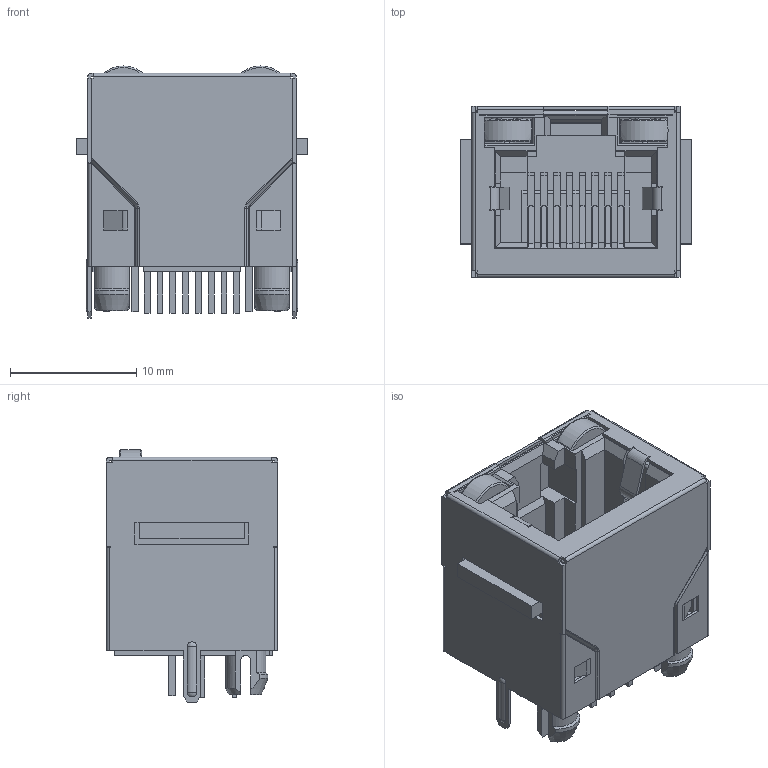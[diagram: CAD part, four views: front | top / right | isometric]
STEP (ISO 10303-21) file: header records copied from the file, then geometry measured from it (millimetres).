
FILE_DESCRIPTION(/* description */ (''),/* implementation_level */ '2;1');
FILE_NAME(/* name */ 'M-RJHSE-338X Amphenol RJ45 v4.step',/* time_stamp */ '2021-09-06T19:24:23-07:00',/* author */ (''),/* organization */ (''),/* preprocessor_version */ 'ST-DEVELOPER v18.1',/* originating_system */ 'Autodesk Translation Framework v10.10.0.1391',/* authorisation */ '');
FILE_SCHEMA (('AUTOMOTIVE_DESIGN { 1 0 10303 214 3 1 1 }'));
Length unit declared in the file: millimetre
Products named in the file (5): M-RJHSE-338X Amphenol RJ45; Plastic Housing; Shield; PIN ARRAY; LEDs
Assembly tree (4 placements, depth 2):
  M-RJHSE-338X Amphenol RJ45
    Plastic Housing
    Shield
    PIN ARRAY
    LEDs
Bounding box: 18.29 x 13.56 x 20 mm (x, y, z)
Volume: 2058.9 mm3; surface area: 5445.3 mm2
Topology: 5 solids, 5 shells, 1280 faces, 3723 edges, 2399 vertices
Faces by surface type: plane 979, cylinder 225, sphere 28, torus 18, bspline 16, cone 14
Entity records: 42526 total; most frequent: CARTESIAN_POINT 8247, ORIENTED_EDGE 7422, DIRECTION 6731, EDGE_CURVE 3711, LINE 3141, VECTOR 3141, VERTEX_POINT 2399, AXIS2_PLACEMENT_3D 1795
